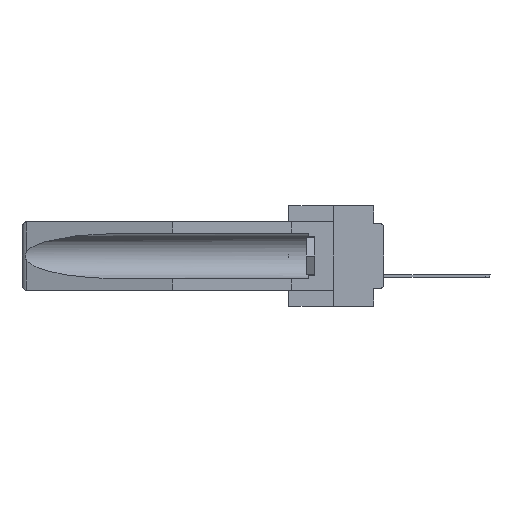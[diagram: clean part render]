
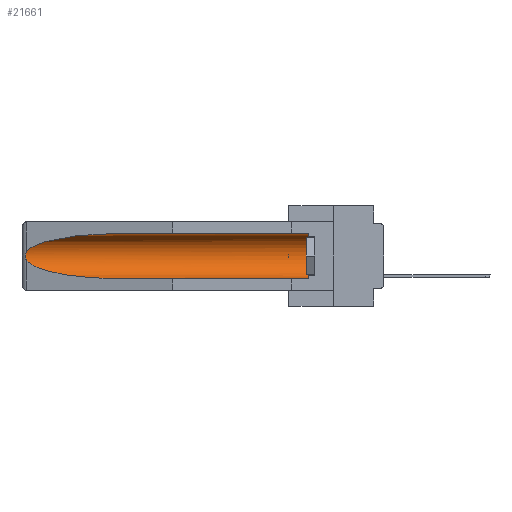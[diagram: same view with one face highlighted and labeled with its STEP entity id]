
A CAD part, left-side view. The second image highlights one B-rep face of the part: STEP entity #21661.
In plain terms, the highlighted cylindrical face has radius 2.857 mm (diameter 5.715 mm), a partial arc.
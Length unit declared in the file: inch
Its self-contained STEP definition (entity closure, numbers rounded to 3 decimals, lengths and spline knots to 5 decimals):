
#317 = CARTESIAN_POINT ( 'NONE',  ( 0.155, 1.07973, -0.284 ) ) ;
#521 = CARTESIAN_POINT ( 'NONE',  ( 0.21114, 1.30732, -0.059 ) ) ;
#554 = VECTOR ( 'NONE', #15449, 39.37008 ) ;
#578 = B_SPLINE_CURVE_WITH_KNOTS ( 'NONE', 3,
 ( #26841, #5831, #8872, #3448, #27593, #24780, #6716, #30634, #27872, #15544 ),
 .UNSPECIFIED., .F., .F.,
 ( 4, 2, 2, 2, 4 ),
 ( 0., 0.00029, 0.00058, 0.00087, 0.00117 ),
 .UNSPECIFIED. ) ;
#3448 = CARTESIAN_POINT ( 'NONE',  ( 0.2673, 1.5327, -0.16383 ) ) ;
#3785 = CARTESIAN_POINT ( 'NONE',  ( 0.26537, 1.52718, -0.14972 ) ) ;
#3809 = DIRECTION ( 'NONE',  ( 0., 0., 1. ) ) ;
#5831 = CARTESIAN_POINT ( 'NONE',  ( 0.26597, 1.52961, -0.15275 ) ) ;
#6016 = EDGE_CURVE ( 'NONE', #19848, #9037, #33650, .T. ) ;
#6716 = CARTESIAN_POINT ( 'NONE',  ( 0.2673, 1.53269, -0.17917 ) ) ;
#6922 = CARTESIAN_POINT ( 'NONE',  ( 0.21114, 1.30732, -0.284 ) ) ;
#6970 = CARTESIAN_POINT ( 'NONE',  ( 0.26537, 1.52718, -0.14972 ) ) ;
#7561 = EDGE_CURVE ( 'NONE', #16871, #23881, #578, .T. ) ;
#8872 = CARTESIAN_POINT ( 'NONE',  ( 0.26654, 1.53092, -0.15636 ) ) ;
#9037 = VERTEX_POINT ( 'NONE', #317 ) ;
#9088 = AXIS2_PLACEMENT_3D ( 'NONE', #28499, #30855, #3809 ) ;
#9521 = ORIENTED_EDGE ( 'NONE', *, *, #7561, .T. ) ;
#11279 = ORIENTED_EDGE ( 'NONE', *, *, #27089, .T. ) ;
#13793 = VECTOR ( 'NONE', #27469, 39.37008 ) ;
#13920 =( BOUNDED_CURVE ( )  B_SPLINE_CURVE ( 3, ( #18575, #521, #19116, #6970 ),
 .UNSPECIFIED., .F., .F. ) 
 B_SPLINE_CURVE_WITH_KNOTS ( ( 4, 4 ),
 ( 4.71239, 6.08839 ),
 .UNSPECIFIED. ) 
 CURVE ( )  GEOMETRIC_REPRESENTATION_ITEM ( )  RATIONAL_B_SPLINE_CURVE ( ( 1., 0.848, 0.848, 1. ) ) 
 REPRESENTATION_ITEM ( '' )  );
#15449 = DIRECTION ( 'NONE',  ( 0., 1., 0. ) ) ;
#15544 = CARTESIAN_POINT ( 'NONE',  ( 0.26537, 1.52718, -0.19328 ) ) ;
#15891 = CARTESIAN_POINT ( 'NONE',  ( 0.26537, 1.52718, -0.19328 ) ) ;
#16871 = VERTEX_POINT ( 'NONE', #3785 ) ;
#17817 = AXIS2_PLACEMENT_3D ( 'NONE', #27468, #30497, #24511 ) ;
#18473 = LINE ( 'NONE', #33424, #13793 ) ;
#18575 = CARTESIAN_POINT ( 'NONE',  ( 0.155, 1.07973, -0.059 ) ) ;
#19116 = CARTESIAN_POINT ( 'NONE',  ( 0.25451, 1.48313, -0.09465 ) ) ;
#19848 = VERTEX_POINT ( 'NONE', #25076 ) ;
#21007 = ORIENTED_EDGE ( 'NONE', *, *, #6016, .F. ) ;
#21081 = EDGE_CURVE ( 'NONE', #33167, #16871, #13920, .T. ) ;
#21398 = CARTESIAN_POINT ( 'NONE',  ( 0.155, -0.30754, -0.284 ) ) ;
#21661 = ADVANCED_FACE ( 'NONE', ( #24497 ), #34492, .F. ) ;
#22452 = ORIENTED_EDGE ( 'NONE', *, *, #25271, .T. ) ;
#22870 =( BOUNDED_CURVE ( )  B_SPLINE_CURVE ( 3, ( #15891, #24863, #6922, #27547 ),
 .UNSPECIFIED., .F., .F. ) 
 B_SPLINE_CURVE_WITH_KNOTS ( ( 4, 4 ),
 ( 0.1948, 1.5708 ),
 .UNSPECIFIED. ) 
 CURVE ( )  GEOMETRIC_REPRESENTATION_ITEM ( )  RATIONAL_B_SPLINE_CURVE ( ( 1., 0.848, 0.848, 1. ) ) 
 REPRESENTATION_ITEM ( '' )  );
#23881 = VERTEX_POINT ( 'NONE', #28656 ) ;
#24497 = FACE_OUTER_BOUND ( 'NONE', #35171, .T. ) ;
#24511 = DIRECTION ( 'NONE',  ( 0., 0., 1. ) ) ;
#24780 = CARTESIAN_POINT ( 'NONE',  ( 0.2675, 1.53308, -0.17534 ) ) ;
#24863 = CARTESIAN_POINT ( 'NONE',  ( 0.25451, 1.48313, -0.24835 ) ) ;
#25076 = CARTESIAN_POINT ( 'NONE',  ( 0.155, 0.126, -0.284 ) ) ;
#25271 = EDGE_CURVE ( 'NONE', #19848, #27908, #32754, .T. ) ;
#26841 = CARTESIAN_POINT ( 'NONE',  ( 0.26537, 1.52718, -0.14972 ) ) ;
#27078 = CARTESIAN_POINT ( 'NONE',  ( 0.155, 1.07973, -0.059 ) ) ;
#27089 = EDGE_CURVE ( 'NONE', #23881, #9037, #22870, .T. ) ;
#27468 = CARTESIAN_POINT ( 'NONE',  ( 0.155, -0.30754, -0.1715 ) ) ;
#27469 = DIRECTION ( 'NONE',  ( 0., 1., 0. ) ) ;
#27547 = CARTESIAN_POINT ( 'NONE',  ( 0.155, 1.07973, -0.284 ) ) ;
#27593 = CARTESIAN_POINT ( 'NONE',  ( 0.2675, 1.53308, -0.16763 ) ) ;
#27872 = CARTESIAN_POINT ( 'NONE',  ( 0.26597, 1.5296, -0.19026 ) ) ;
#27908 = VERTEX_POINT ( 'NONE', #30901 ) ;
#28499 = CARTESIAN_POINT ( 'NONE',  ( 0.155, 0.126, -0.1715 ) ) ;
#28656 = CARTESIAN_POINT ( 'NONE',  ( 0.26537, 1.52718, -0.19328 ) ) ;
#29947 = EDGE_CURVE ( 'NONE', #27908, #33167, #18473, .T. ) ;
#30497 = DIRECTION ( 'NONE',  ( 0., 1., 0. ) ) ;
#30634 = CARTESIAN_POINT ( 'NONE',  ( 0.26655, 1.53094, -0.18657 ) ) ;
#30855 = DIRECTION ( 'NONE',  ( 0., -1., 0. ) ) ;
#30901 = CARTESIAN_POINT ( 'NONE',  ( 0.155, 0.126, -0.059 ) ) ;
#32754 = CIRCLE ( 'NONE', #9088, 0.1125 ) ;
#33167 = VERTEX_POINT ( 'NONE', #27078 ) ;
#33424 = CARTESIAN_POINT ( 'NONE',  ( 0.155, -0.30754, -0.059 ) ) ;
#33650 = LINE ( 'NONE', #21398, #554 ) ;
#34492 = CYLINDRICAL_SURFACE ( 'NONE', #17817, 0.1125 ) ;
#34550 = ORIENTED_EDGE ( 'NONE', *, *, #29947, .T. ) ;
#35171 = EDGE_LOOP ( 'NONE', ( #37619, #9521, #11279, #21007, #22452, #34550 ) ) ;
#37619 = ORIENTED_EDGE ( 'NONE', *, *, #21081, .T. ) ;
